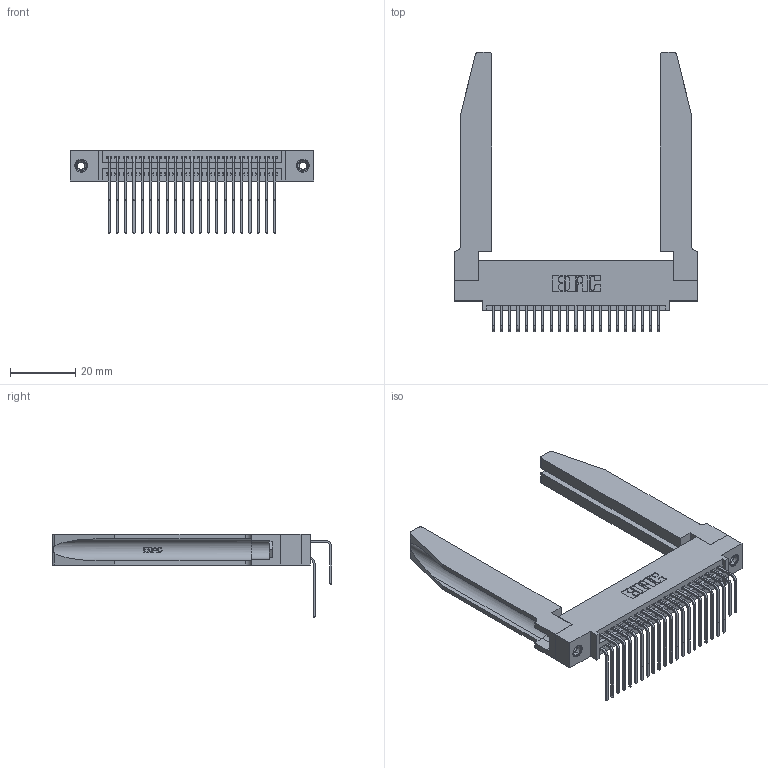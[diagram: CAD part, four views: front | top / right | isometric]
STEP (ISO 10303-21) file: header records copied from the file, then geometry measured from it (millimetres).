
FILE_DESCRIPTION (( 'STEP AP203' ), '1' );
FILE_NAME ('345-042-558-578.STEP', '2019-10-28T22:27:09', ( '' ), ( '' ), 'SwSTEP 2.0', 'SolidWorks 2016', '' );
FILE_SCHEMA (( 'CONFIG_CONTROL_DESIGN' ));
Length unit declared in the file: inch
Products named in the file (6): 345 Part_0.110 Offset - 0.156 Dia-TH; 345-292-001_558 559 Tail - 1; 345-250-001_345-250-001-102; 345-292-001_558 Tail - 2; 345-220-078_345-220-078; 345-042-558-578
Assembly tree (47 placements, depth 2):
  345-042-558-578
    345 Part_0.110 Offset - 0.156 Dia-TH
    345-292-001_558 559 Tail - 1  x21
    345-292-001_558 Tail - 2  x21
    345-250-001_345-250-001-102  x2
    345-220-078_345-220-078  x2
Bounding box: 74.57 x 85.59 x 25.53 mm (x, y, z)
Volume: 14988.7 mm3; surface area: 18333.6 mm2
Topology: 47 solids, 47 shells, 2548 faces, 7471 edges, 4914 vertices
Faces by surface type: plane 1696, cylinder 800, bspline 36, cone 12, torus 4
Entity records: 25828 total; most frequent: CARTESIAN_POINT 5314, ORIENTED_EDGE 4094, DIRECTION 3677, EDGE_CURVE 2047, VECTOR 1697, LINE 1697, VERTEX_POINT 1356, AXIS2_PLACEMENT_3D 990
